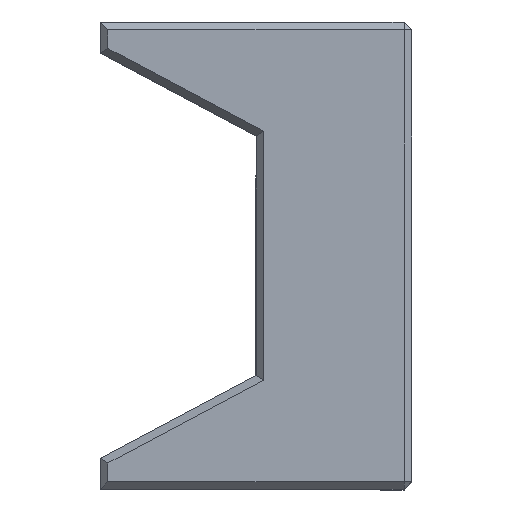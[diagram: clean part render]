
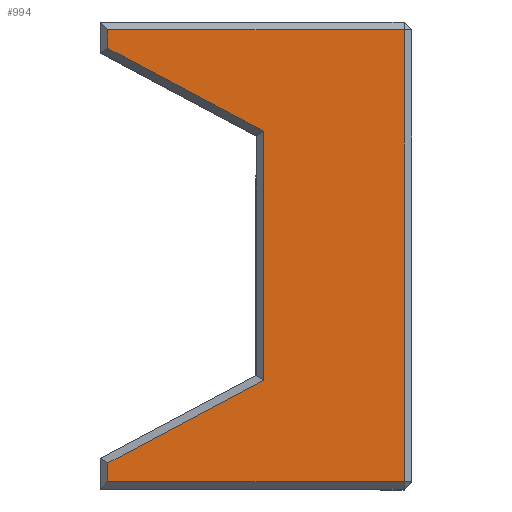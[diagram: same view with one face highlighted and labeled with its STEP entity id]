
A CAD part, top view. The second image highlights one B-rep face of the part: STEP entity #994.
In plain terms, the highlighted planar face has unit normal (0, 0, 1).
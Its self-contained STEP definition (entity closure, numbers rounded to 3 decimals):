
#1 = EDGE_CURVE ( 'NONE', #599, #226, #1064, .T. ) ;
#4 = VECTOR ( 'NONE', #953, 1000. ) ;
#45 = EDGE_CURVE ( 'NONE', #590, #599, #89, .T. ) ;
#68 = EDGE_LOOP ( 'NONE', ( #815, #132, #354, #352, #139, #205, #1397, #504 ) ) ;
#89 = LINE ( 'NONE', #426, #1061 ) ;
#91 = CARTESIAN_POINT ( 'NONE',  ( -35., 3.398, 0. ) ) ;
#94 = LINE ( 'NONE', #209, #1437 ) ;
#97 = VECTOR ( 'NONE', #851, 1000. ) ;
#132 = ORIENTED_EDGE ( 'NONE', *, *, #1, .T. ) ;
#139 = ORIENTED_EDGE ( 'NONE', *, *, #396, .T. ) ;
#142 = LINE ( 'NONE', #494, #1130 ) ;
#145 = CARTESIAN_POINT ( 'NONE',  ( 3., 59., 0. ) ) ;
#147 = VECTOR ( 'NONE', #1119, 1000. ) ;
#176 = CARTESIAN_POINT ( 'NONE',  ( 4., 59., 0. ) ) ;
#182 = CARTESIAN_POINT ( 'NONE',  ( -35., 59., 0. ) ) ;
#205 = ORIENTED_EDGE ( 'NONE', *, *, #1120, .T. ) ;
#209 = CARTESIAN_POINT ( 'NONE',  ( -15., 14.608, 0. ) ) ;
#226 = VERTEX_POINT ( 'NONE', #182 ) ;
#253 = CARTESIAN_POINT ( 'NONE',  ( -15., 14.007, 0. ) ) ;
#278 = CARTESIAN_POINT ( 'NONE',  ( 3., 1., 0. ) ) ;
#289 = DIRECTION ( 'NONE',  ( 0., 1., 0. ) ) ;
#294 = VECTOR ( 'NONE', #1102, 1000. ) ;
#330 = CARTESIAN_POINT ( 'NONE',  ( -35., 56.602, 0. ) ) ;
#338 = LINE ( 'NONE', #783, #855 ) ;
#347 = CARTESIAN_POINT ( 'NONE',  ( -35., 0., 0. ) ) ;
#352 = ORIENTED_EDGE ( 'NONE', *, *, #1330, .T. ) ;
#354 = ORIENTED_EDGE ( 'NONE', *, *, #457, .T. ) ;
#396 = EDGE_CURVE ( 'NONE', #1277, #1101, #94, .T. ) ;
#403 = LINE ( 'NONE', #946, #4 ) ;
#426 = CARTESIAN_POINT ( 'NONE',  ( 3., 60., 0. ) ) ;
#430 = VERTEX_POINT ( 'NONE', #330 ) ;
#457 = EDGE_CURVE ( 'NONE', #226, #430, #338, .T. ) ;
#459 = DIRECTION ( 'NONE',  ( -1., 0., 0. ) ) ;
#465 = VERTEX_POINT ( 'NONE', #1032 ) ;
#494 = CARTESIAN_POINT ( 'NONE',  ( -35.531, 3.117, 0. ) ) ;
#504 = ORIENTED_EDGE ( 'NONE', *, *, #722, .T. ) ;
#521 = DIRECTION ( 'NONE',  ( -0.883, -0.469, 0. ) ) ;
#590 = VERTEX_POINT ( 'NONE', #278 ) ;
#599 = VERTEX_POINT ( 'NONE', #145 ) ;
#643 = CARTESIAN_POINT ( 'NONE',  ( -15., 45.993, 0. ) ) ;
#649 = LINE ( 'NONE', #1097, #294 ) ;
#696 = DIRECTION ( 'NONE',  ( 0., 0., -1. ) ) ;
#722 = EDGE_CURVE ( 'NONE', #465, #590, #403, .T. ) ;
#783 = CARTESIAN_POINT ( 'NONE',  ( -35., 56., 0. ) ) ;
#815 = ORIENTED_EDGE ( 'NONE', *, *, #45, .T. ) ;
#851 = DIRECTION ( 'NONE',  ( -1., 0., 0. ) ) ;
#855 = VECTOR ( 'NONE', #1222, 1000. ) ;
#928 = FACE_OUTER_BOUND ( 'NONE', #68, .T. ) ;
#946 = CARTESIAN_POINT ( 'NONE',  ( 4., 1., 0. ) ) ;
#952 = AXIS2_PLACEMENT_3D ( 'NONE', #1364, #696, #459 ) ;
#953 = DIRECTION ( 'NONE',  ( 1., 0., 0. ) ) ;
#994 = ADVANCED_FACE ( 'NONE', ( #928 ), #1132, .F. ) ;
#1032 = CARTESIAN_POINT ( 'NONE',  ( -35., 1., 0. ) ) ;
#1061 = VECTOR ( 'NONE', #289, 1000. ) ;
#1064 = LINE ( 'NONE', #176, #97 ) ;
#1097 = CARTESIAN_POINT ( 'NONE',  ( -15.531, 46.275, 0. ) ) ;
#1101 = VERTEX_POINT ( 'NONE', #253 ) ;
#1102 = DIRECTION ( 'NONE',  ( 0.883, -0.469, 0. ) ) ;
#1119 = DIRECTION ( 'NONE',  ( 0., -1., 0. ) ) ;
#1120 = EDGE_CURVE ( 'NONE', #1101, #1314, #142, .T. ) ;
#1130 = VECTOR ( 'NONE', #521, 1000. ) ;
#1132 = PLANE ( 'NONE',  #952 ) ;
#1222 = DIRECTION ( 'NONE',  ( 0., -1., 0. ) ) ;
#1277 = VERTEX_POINT ( 'NONE', #643 ) ;
#1314 = VERTEX_POINT ( 'NONE', #91 ) ;
#1330 = EDGE_CURVE ( 'NONE', #430, #1277, #649, .T. ) ;
#1344 = LINE ( 'NONE', #347, #147 ) ;
#1364 = CARTESIAN_POINT ( 'NONE',  ( 4., 60., 0. ) ) ;
#1397 = ORIENTED_EDGE ( 'NONE', *, *, #1409, .T. ) ;
#1409 = EDGE_CURVE ( 'NONE', #1314, #465, #1344, .T. ) ;
#1437 = VECTOR ( 'NONE', #1441, 1000. ) ;
#1441 = DIRECTION ( 'NONE',  ( 0., -1., 0. ) ) ;
